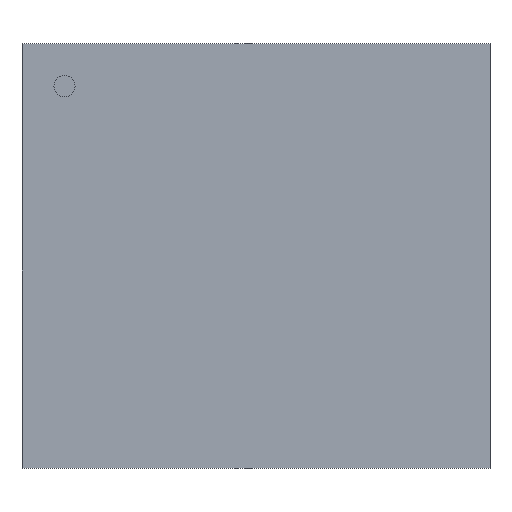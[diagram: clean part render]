
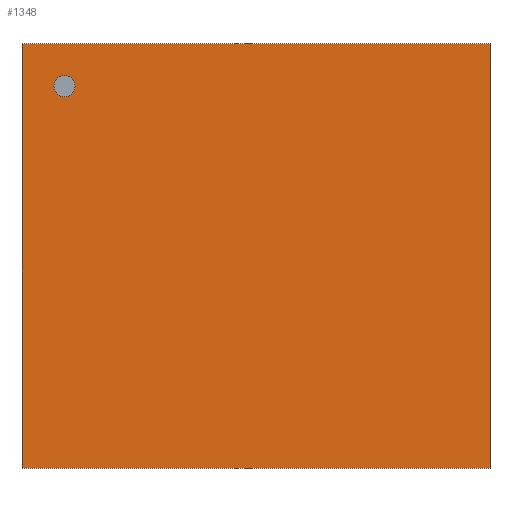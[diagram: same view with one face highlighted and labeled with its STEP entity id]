
A CAD part, top view. The second image highlights one B-rep face of the part: STEP entity #1348.
In plain terms, the highlighted planar face has unit normal (0, 0, 1).
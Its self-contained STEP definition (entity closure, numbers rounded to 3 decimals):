
#1124=CARTESIAN_POINT('',(2.197,-1.994,0.457));
#1123=VERTEX_POINT('',#1124);
#1134=CARTESIAN_POINT('',(-2.197,-1.994,0.457));
#1133=VERTEX_POINT('',#1134);
#1132=EDGE_CURVE('',#1133,#1123,#1137,.T.);
#1137=LINE('',#1134,#1139);
#1139=VECTOR('',#1140,4.394);
#1140=DIRECTION('',(1.0,0.0,0.0));
#1173=CARTESIAN_POINT('',(2.197,1.994,0.457));
#1172=VERTEX_POINT('',#1173);
#1181=EDGE_CURVE('',#1123,#1172,#1186,.T.);
#1186=LINE('',#1124,#1188);
#1188=VECTOR('',#1189,3.988);
#1189=DIRECTION('',(0.0,1.0,0.0));
#1222=CARTESIAN_POINT('',(-2.197,1.994,0.457));
#1221=VERTEX_POINT('',#1222);
#1230=EDGE_CURVE('',#1172,#1221,#1235,.T.);
#1235=LINE('',#1173,#1237);
#1237=VECTOR('',#1238,4.394);
#1238=DIRECTION('',(-1.0,0.0,0.0));
#1279=EDGE_CURVE('',#1221,#1133,#1284,.T.);
#1284=LINE('',#1222,#1286);
#1286=VECTOR('',#1287,3.988);
#1287=DIRECTION('',(0.0,-1.0,0.0));
#1348=ADVANCED_FACE('',(#1354),#1349,.T.);
#1349=PLANE('',#1350);
#1350=AXIS2_PLACEMENT_3D('',#1351,#1352,#1353);
#1351=CARTESIAN_POINT('',(-2.197,-1.994,0.457));
#1352=DIRECTION('',(0.0,0.0,1.0));
#1353=DIRECTION('',(0.,1.,0.));
#1354=FACE_OUTER_BOUND('',#1355,.T.);
#1355=EDGE_LOOP('',(#1356,#1366,#1376,#1386));
#1356=ORIENTED_EDGE('',*,*,#1132,.T.);
#1366=ORIENTED_EDGE('',*,*,#1181,.T.);
#1376=ORIENTED_EDGE('',*,*,#1230,.T.);
#1386=ORIENTED_EDGE('',*,*,#1279,.T.);
